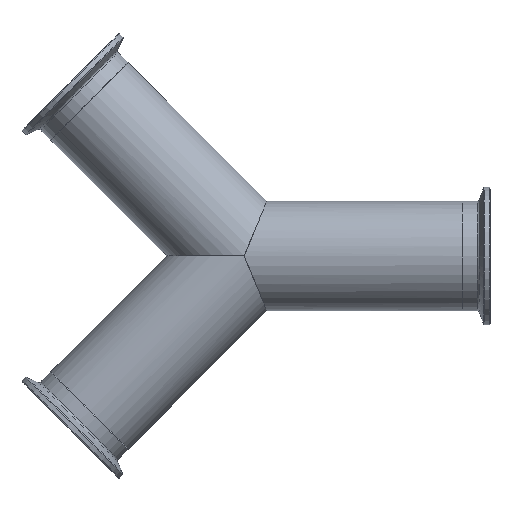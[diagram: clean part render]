
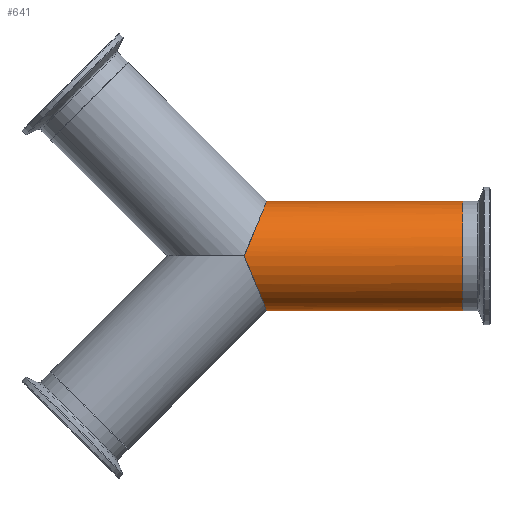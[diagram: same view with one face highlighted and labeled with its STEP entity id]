
A CAD part, top view. The second image highlights one B-rep face of the part: STEP entity #641.
In plain terms, the highlighted cylindrical face has radius 25.4 mm (diameter 50.8 mm), a full revolution.
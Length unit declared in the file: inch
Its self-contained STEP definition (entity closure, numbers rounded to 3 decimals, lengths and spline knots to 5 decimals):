
#84=CYLINDRICAL_SURFACE('',#788,1.);
#95=LINE('',#1179,#113);
#113=VECTOR('',#929,1.);
#129=ELLIPSE('',#781,1.08239,1.);
#131=ELLIPSE('',#784,1.08239,1.);
#132=ELLIPSE('',#785,1.08239,1.);
#152=FACE_OUTER_BOUND('',#185,.T.);
#185=EDGE_LOOP('',(#458,#459,#460,#461,#462,#463,#464));
#218=CIRCLE('',#776,1.);
#219=CIRCLE('',#777,1.);
#279=VERTEX_POINT('',#1154);
#280=VERTEX_POINT('',#1155);
#284=VERTEX_POINT('',#1164);
#285=VERTEX_POINT('',#1166);
#287=VERTEX_POINT('',#1172);
#346=EDGE_CURVE('',#279,#280,#218,.T.);
#347=EDGE_CURVE('',#280,#279,#219,.T.);
#351=EDGE_CURVE('',#285,#284,#129,.T.);
#354=EDGE_CURVE('',#287,#285,#131,.T.);
#355=EDGE_CURVE('',#284,#287,#132,.T.);
#358=EDGE_CURVE('',#280,#287,#95,.T.);
#458=ORIENTED_EDGE('',*,*,#346,.T.);
#459=ORIENTED_EDGE('',*,*,#358,.T.);
#460=ORIENTED_EDGE('',*,*,#354,.T.);
#461=ORIENTED_EDGE('',*,*,#351,.T.);
#462=ORIENTED_EDGE('',*,*,#355,.T.);
#463=ORIENTED_EDGE('',*,*,#358,.F.);
#464=ORIENTED_EDGE('',*,*,#347,.T.);
#641=ADVANCED_FACE('',(#152),#84,.T.);
#776=AXIS2_PLACEMENT_3D('',#1156,#900,#901);
#777=AXIS2_PLACEMENT_3D('',#1157,#902,#903);
#781=AXIS2_PLACEMENT_3D('',#1167,#911,#912);
#784=AXIS2_PLACEMENT_3D('',#1173,#918,#919);
#785=AXIS2_PLACEMENT_3D('',#1174,#920,#921);
#788=AXIS2_PLACEMENT_3D('',#1178,#927,#928);
#900=DIRECTION('center_axis',(-1.,0.,0.));
#901=DIRECTION('ref_axis',(0.,-1.,0.));
#902=DIRECTION('center_axis',(-1.,0.,0.));
#903=DIRECTION('ref_axis',(0.,-1.,0.));
#911=DIRECTION('center_axis',(0.924,0.383,0.));
#912=DIRECTION('ref_axis',(0.383,-0.924,0.));
#918=DIRECTION('center_axis',(0.924,-0.383,0.));
#919=DIRECTION('ref_axis',(-0.383,-0.924,0.));
#920=DIRECTION('center_axis',(0.924,-0.383,0.));
#921=DIRECTION('ref_axis',(-0.383,-0.924,0.));
#927=DIRECTION('center_axis',(1.,0.,0.));
#928=DIRECTION('ref_axis',(0.,-1.,0.));
#929=DIRECTION('',(-1.,0.,0.));
#1154=CARTESIAN_POINT('',(4.,0.,-1.));
#1155=CARTESIAN_POINT('',(4.,1.,0.));
#1156=CARTESIAN_POINT('Origin',(4.,0.,0.));
#1157=CARTESIAN_POINT('Origin',(4.,0.,0.));
#1164=CARTESIAN_POINT('',(0.,0.,-1.));
#1166=CARTESIAN_POINT('',(0.,0.,1.));
#1167=CARTESIAN_POINT('Origin',(0.,0.,0.));
#1172=CARTESIAN_POINT('',(0.41421,1.,0.));
#1173=CARTESIAN_POINT('Origin',(0.,0.,0.));
#1174=CARTESIAN_POINT('Origin',(0.,0.,0.));
#1178=CARTESIAN_POINT('Origin',(0.,0.,0.));
#1179=CARTESIAN_POINT('',(0.,1.,0.));
